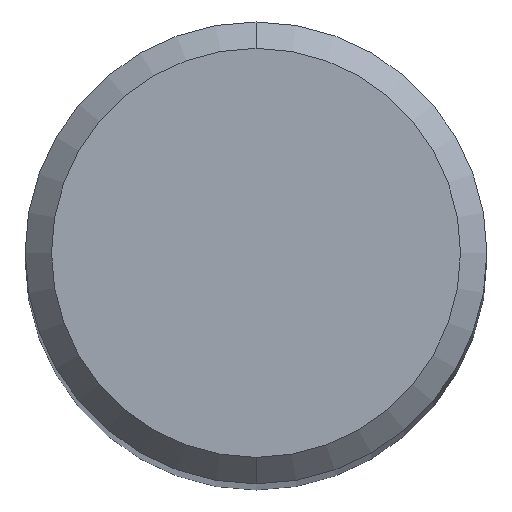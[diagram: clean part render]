
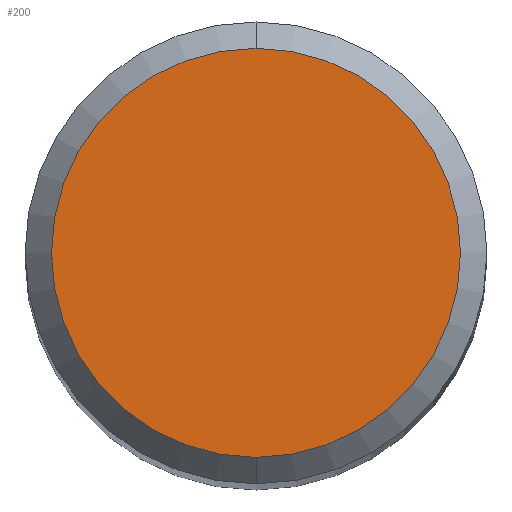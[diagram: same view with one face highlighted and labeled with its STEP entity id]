
A CAD part, top view. The second image highlights one B-rep face of the part: STEP entity #200.
In plain terms, the highlighted planar face has unit normal (0, 0, 1).
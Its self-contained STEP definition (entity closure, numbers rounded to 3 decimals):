
#198=EDGE_CURVE('',#392,#418,#501,.T.);
#200=ADVANCED_FACE('',(#503),#504,.T.);
#244=EDGE_CURVE('',#418,#392,#556,.T.);
#392=VERTEX_POINT('',#717);
#418=VERTEX_POINT('',#746);
#501=CIRCLE('',#833,3.1);
#503=FACE_OUTER_BOUND('',#835,.T.);
#504=PLANE('',#836);
#556=CIRCLE('',#931,3.1);
#717=CARTESIAN_POINT('',(0.,-3.1,0.0));
#746=CARTESIAN_POINT('',(0.0,3.1,0.0));
#833=AXIS2_PLACEMENT_3D('',#1454,#1455,#1456);
#835=EDGE_LOOP('',(#1458,#1459));
#836=AXIS2_PLACEMENT_3D('',#1460,#1461,#1462);
#931=AXIS2_PLACEMENT_3D('',#1527,#1528,#1529);
#1454=CARTESIAN_POINT('',(0.0,0.0,0.0));
#1455=DIRECTION('',(0.0,0.0,-1.0));
#1456=DIRECTION('',(0.0,1.0,0.0));
#1458=ORIENTED_EDGE('',*,*,#244,.F.);
#1459=ORIENTED_EDGE('',*,*,#198,.F.);
#1460=CARTESIAN_POINT('',(0.0,1.55,0.0));
#1461=DIRECTION('',(-0.0,0.0,1.0));
#1462=DIRECTION('',(0.0,-1.0,0.0));
#1527=CARTESIAN_POINT('',(0.0,0.0,0.0));
#1528=DIRECTION('',(0.0,0.0,-1.0));
#1529=DIRECTION('',(0.0,1.0,0.0));
